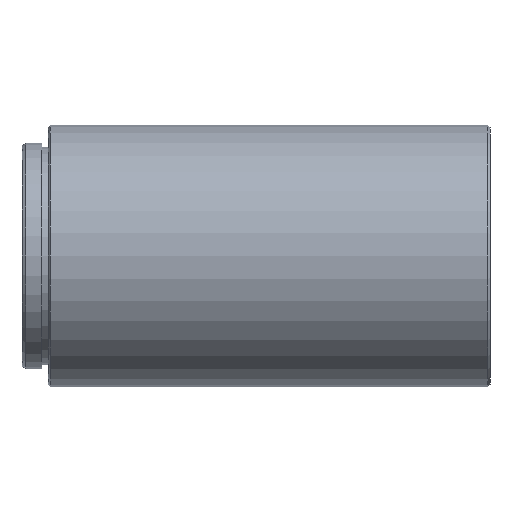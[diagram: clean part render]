
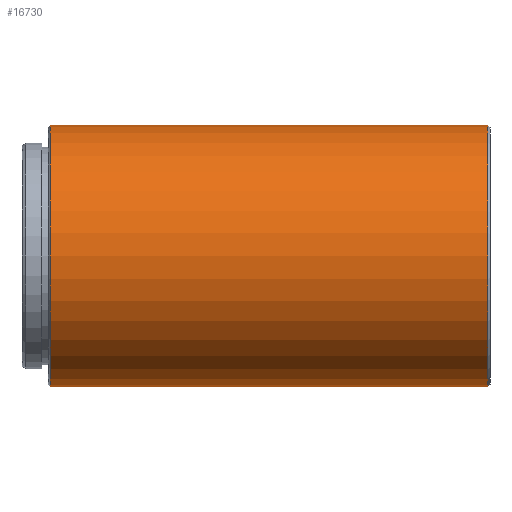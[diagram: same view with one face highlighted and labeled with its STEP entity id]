
A CAD part, front view. The second image highlights one B-rep face of the part: STEP entity #16730.
In plain terms, the highlighted cylindrical face has radius 15.24 mm (diameter 30.48 mm), a partial arc.
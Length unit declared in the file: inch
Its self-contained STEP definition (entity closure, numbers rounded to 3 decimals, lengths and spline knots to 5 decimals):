
#19 = AXIS2_PLACEMENT_3D ( 'NONE', #7713, #17225, #9088 ) ;
#322 = LINE ( 'NONE', #16675, #3943 ) ;
#890 = ORIENTED_EDGE ( 'NONE', *, *, #16327, .T. ) ;
#1038 = DIRECTION ( 'NONE',  ( 0., 0., -1. ) ) ;
#3651 = EDGE_LOOP ( 'NONE', ( #13753, #12531, #890, #7589 ) ) ;
#3850 = EDGE_CURVE ( 'NONE', #5011, #5045, #6083, .T. ) ;
#3943 = VECTOR ( 'NONE', #15285, 39.37008 ) ;
#4880 = CIRCLE ( 'NONE', #12906, 0.6 ) ;
#5011 = VERTEX_POINT ( 'NONE', #8500 ) ;
#5045 = VERTEX_POINT ( 'NONE', #14048 ) ;
#5055 = CARTESIAN_POINT ( 'NONE',  ( -2.02, 0., 0. ) ) ;
#5283 = EDGE_CURVE ( 'NONE', #5011, #16105, #4880, .T. ) ;
#5602 = CYLINDRICAL_SURFACE ( 'NONE', #12805, 0.6 ) ;
#6083 = LINE ( 'NONE', #10415, #9284 ) ;
#6248 = CARTESIAN_POINT ( 'NONE',  ( -0.01, 0., -0.6 ) ) ;
#6320 = DIRECTION ( 'NONE',  ( 1., 0., 0. ) ) ;
#6429 = DIRECTION ( 'NONE',  ( 0., 0., 1. ) ) ;
#7589 = ORIENTED_EDGE ( 'NONE', *, *, #7917, .T. ) ;
#7675 = DIRECTION ( 'NONE',  ( 1., 0., 0. ) ) ;
#7713 = CARTESIAN_POINT ( 'NONE',  ( -0.01, 0., 0. ) ) ;
#7917 = EDGE_CURVE ( 'NONE', #10566, #5045, #11399, .T. ) ;
#8500 = CARTESIAN_POINT ( 'NONE',  ( -2.02, 0., 0.6 ) ) ;
#9088 = DIRECTION ( 'NONE',  ( 0., 0., -1. ) ) ;
#9284 = VECTOR ( 'NONE', #7675, 39.37008 ) ;
#10415 = CARTESIAN_POINT ( 'NONE',  ( 0., 0., 0.6 ) ) ;
#10566 = VERTEX_POINT ( 'NONE', #6248 ) ;
#11399 = CIRCLE ( 'NONE', #19, 0.6 ) ;
#11834 = CARTESIAN_POINT ( 'NONE',  ( 0., 0., 0. ) ) ;
#12531 = ORIENTED_EDGE ( 'NONE', *, *, #5283, .T. ) ;
#12805 = AXIS2_PLACEMENT_3D ( 'NONE', #11834, #6320, #1038 ) ;
#12906 = AXIS2_PLACEMENT_3D ( 'NONE', #5055, #14529, #6429 ) ;
#13753 = ORIENTED_EDGE ( 'NONE', *, *, #3850, .F. ) ;
#14048 = CARTESIAN_POINT ( 'NONE',  ( -0.01, 0., 0.6 ) ) ;
#14509 = FACE_OUTER_BOUND ( 'NONE', #3651, .T. ) ;
#14529 = DIRECTION ( 'NONE',  ( 1., 0., 0. ) ) ;
#14766 = CARTESIAN_POINT ( 'NONE',  ( -2.02, 0., -0.6 ) ) ;
#15285 = DIRECTION ( 'NONE',  ( 1., 0., 0. ) ) ;
#16105 = VERTEX_POINT ( 'NONE', #14766 ) ;
#16327 = EDGE_CURVE ( 'NONE', #16105, #10566, #322, .T. ) ;
#16675 = CARTESIAN_POINT ( 'NONE',  ( 0., 0., -0.6 ) ) ;
#16730 = ADVANCED_FACE ( 'NONE', ( #14509 ), #5602, .T. ) ;
#17225 = DIRECTION ( 'NONE',  ( -1., 0., 0. ) ) ;
